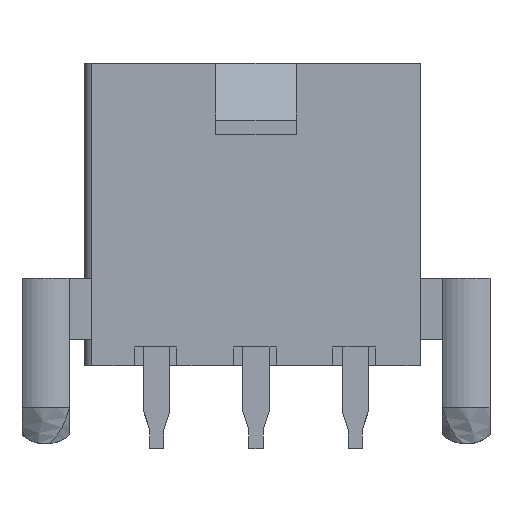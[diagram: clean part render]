
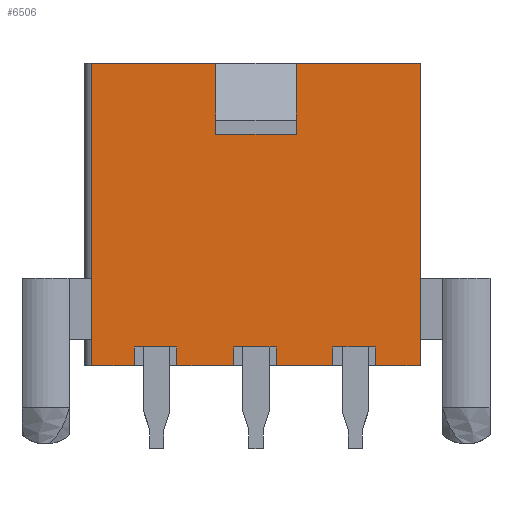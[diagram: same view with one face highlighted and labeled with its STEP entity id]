
A CAD part, front view. The second image highlights one B-rep face of the part: STEP entity #6506.
In plain terms, the highlighted planar face has unit normal (0, -1, 0).
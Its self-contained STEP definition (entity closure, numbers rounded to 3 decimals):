
#599=ORIENTED_EDGE('',*,*,#2433,.F.);
#600=ORIENTED_EDGE('',*,*,#2514,.T.);
#601=ORIENTED_EDGE('',*,*,#2499,.T.);
#602=ORIENTED_EDGE('',*,*,#2515,.T.);
#603=ORIENTED_EDGE('',*,*,#2425,.F.);
#604=ORIENTED_EDGE('',*,*,#2324,.T.);
#605=ORIENTED_EDGE('',*,*,#2473,.T.);
#606=ORIENTED_EDGE('',*,*,#2516,.F.);
#607=ORIENTED_EDGE('',*,*,#2517,.F.);
#608=ORIENTED_EDGE('',*,*,#2518,.T.);
#609=ORIENTED_EDGE('',*,*,#2471,.T.);
#610=ORIENTED_EDGE('',*,*,#2372,.F.);
#611=ORIENTED_EDGE('',*,*,#2403,.F.);
#612=ORIENTED_EDGE('',*,*,#2519,.T.);
#613=ORIENTED_EDGE('',*,*,#2520,.T.);
#614=ORIENTED_EDGE('',*,*,#2521,.T.);
#615=ORIENTED_EDGE('',*,*,#2441,.F.);
#616=ORIENTED_EDGE('',*,*,#2522,.T.);
#617=ORIENTED_EDGE('',*,*,#2523,.T.);
#618=ORIENTED_EDGE('',*,*,#2524,.T.);
#2324=EDGE_CURVE('',#3291,#3292,#3917,.T.);
#2372=EDGE_CURVE('',#3335,#3336,#3952,.T.);
#2403=EDGE_CURVE('',#3365,#3335,#3983,.T.);
#2425=EDGE_CURVE('',#3291,#3382,#4004,.T.);
#2433=EDGE_CURVE('',#3389,#3390,#4012,.T.);
#2441=EDGE_CURVE('',#3397,#3398,#4020,.T.);
#2471=EDGE_CURVE('',#3419,#3336,#4050,.T.);
#2473=EDGE_CURVE('',#3292,#3420,#4052,.T.);
#2499=EDGE_CURVE('',#3443,#3442,#4077,.T.);
#2514=EDGE_CURVE('',#3389,#3443,#4092,.T.);
#2515=EDGE_CURVE('',#3442,#3382,#4093,.T.);
#2516=EDGE_CURVE('',#3457,#3420,#4094,.T.);
#2517=EDGE_CURVE('',#3458,#3457,#4095,.T.);
#2518=EDGE_CURVE('',#3458,#3419,#4096,.T.);
#2519=EDGE_CURVE('',#3365,#3459,#4097,.T.);
#2520=EDGE_CURVE('',#3459,#3460,#4098,.T.);
#2521=EDGE_CURVE('',#3460,#3398,#4099,.T.);
#2522=EDGE_CURVE('',#3397,#3461,#4100,.T.);
#2523=EDGE_CURVE('',#3461,#3462,#4101,.T.);
#2524=EDGE_CURVE('',#3462,#3390,#4102,.T.);
#3291=VERTEX_POINT('',#9276);
#3292=VERTEX_POINT('',#9277);
#3335=VERTEX_POINT('',#9373);
#3336=VERTEX_POINT('',#9375);
#3365=VERTEX_POINT('',#9439);
#3382=VERTEX_POINT('',#9478);
#3389=VERTEX_POINT('',#9492);
#3390=VERTEX_POINT('',#9494);
#3397=VERTEX_POINT('',#9508);
#3398=VERTEX_POINT('',#9510);
#3419=VERTEX_POINT('',#9564);
#3420=VERTEX_POINT('',#9566);
#3442=VERTEX_POINT('',#9617);
#3443=VERTEX_POINT('',#9619);
#3457=VERTEX_POINT('',#9652);
#3458=VERTEX_POINT('',#9654);
#3459=VERTEX_POINT('',#9657);
#3460=VERTEX_POINT('',#9659);
#3461=VERTEX_POINT('',#9662);
#3462=VERTEX_POINT('',#9664);
#3917=LINE('',#9275,#4769);
#3952=LINE('',#9374,#4804);
#3983=LINE('',#9438,#4835);
#4004=LINE('',#9477,#4856);
#4012=LINE('',#9493,#4864);
#4020=LINE('',#9509,#4872);
#4050=LINE('',#9563,#4902);
#4052=LINE('',#9567,#4904);
#4077=LINE('',#9618,#4929);
#4092=LINE('',#9649,#4944);
#4093=LINE('',#9650,#4945);
#4094=LINE('',#9651,#4946);
#4095=LINE('',#9653,#4947);
#4096=LINE('',#9655,#4948);
#4097=LINE('',#9656,#4949);
#4098=LINE('',#9658,#4950);
#4099=LINE('',#9660,#4951);
#4100=LINE('',#9661,#4952);
#4101=LINE('',#9663,#4953);
#4102=LINE('',#9665,#4954);
#4769=VECTOR('',#7455,1000.);
#4804=VECTOR('',#7528,1000.);
#4835=VECTOR('',#7567,1000.);
#4856=VECTOR('',#7590,1000.);
#4864=VECTOR('',#7598,1000.);
#4872=VECTOR('',#7606,1000.);
#4902=VECTOR('',#7642,1000.);
#4904=VECTOR('',#7644,1000.);
#4929=VECTOR('',#7677,1000.);
#4944=VECTOR('',#7696,1000.);
#4945=VECTOR('',#7697,1000.);
#4946=VECTOR('',#7698,1000.);
#4947=VECTOR('',#7699,1000.);
#4948=VECTOR('',#7700,1000.);
#4949=VECTOR('',#7701,1000.);
#4950=VECTOR('',#7702,1000.);
#4951=VECTOR('',#7703,1000.);
#4952=VECTOR('',#7704,1000.);
#4953=VECTOR('',#7705,1000.);
#4954=VECTOR('',#7706,1000.);
#5541=EDGE_LOOP('',(#599,#600,#601,#602,#603,#604,#605,#606,#607,#608,#609,
#610,#611,#612,#613,#614,#615,#616,#617,#618));
#5889=FACE_BOUND('',#5541,.T.);
#6228=PLANE('',#6894);
#6506=ADVANCED_FACE('',(#5889),#6228,.T.);
#6894=AXIS2_PLACEMENT_3D('',#9648,#7694,#7695);
#7455=DIRECTION('',(0.,0.,1.));
#7528=DIRECTION('',(0.,0.,1.));
#7567=DIRECTION('',(-1.,0.,0.));
#7590=DIRECTION('',(-1.,0.,0.));
#7598=DIRECTION('',(-1.,0.,0.));
#7606=DIRECTION('',(-1.,0.,0.));
#7642=DIRECTION('',(-1.,0.,0.));
#7644=DIRECTION('',(-1.,0.,0.));
#7677=DIRECTION('',(1.,0.,0.));
#7694=DIRECTION('',(0.,-1.,0.));
#7695=DIRECTION('',(0.,0.,-1.));
#7696=DIRECTION('',(0.,0.,1.));
#7697=DIRECTION('',(0.,0.,-1.));
#7698=DIRECTION('',(0.,0.,1.));
#7699=DIRECTION('',(1.,0.,0.));
#7700=DIRECTION('',(0.,0.,1.));
#7701=DIRECTION('',(0.,0.,1.));
#7702=DIRECTION('',(1.,0.,0.));
#7703=DIRECTION('',(0.,0.,-1.));
#7704=DIRECTION('',(0.,0.,1.));
#7705=DIRECTION('',(1.,0.,0.));
#7706=DIRECTION('',(0.,0.,-1.));
#9275=CARTESIAN_POINT('',(6.95,-4.8,-6.4));
#9276=CARTESIAN_POINT('',(6.95,-4.8,-6.4));
#9277=CARTESIAN_POINT('',(6.95,-4.8,6.4));
#9373=CARTESIAN_POINT('',(-6.95,-4.8,-6.4));
#9374=CARTESIAN_POINT('',(-6.95,-4.8,-6.4));
#9375=CARTESIAN_POINT('',(-6.95,-4.8,6.4));
#9438=CARTESIAN_POINT('',(6.95,-4.8,-6.4));
#9439=CARTESIAN_POINT('',(-5.15,-4.8,-6.4));
#9477=CARTESIAN_POINT('',(6.95,-4.8,-6.4));
#9478=CARTESIAN_POINT('',(5.05,-4.8,-6.4));
#9492=CARTESIAN_POINT('',(3.25,-4.8,-6.4));
#9493=CARTESIAN_POINT('',(6.95,-4.8,-6.4));
#9494=CARTESIAN_POINT('',(0.85,-4.8,-6.4));
#9508=CARTESIAN_POINT('',(-0.95,-4.8,-6.4));
#9509=CARTESIAN_POINT('',(6.95,-4.8,-6.4));
#9510=CARTESIAN_POINT('',(-3.35,-4.8,-6.4));
#9563=CARTESIAN_POINT('',(6.95,-4.8,6.4));
#9564=CARTESIAN_POINT('',(-1.7,-4.8,6.4));
#9566=CARTESIAN_POINT('',(1.7,-4.8,6.4));
#9567=CARTESIAN_POINT('',(6.95,-4.8,6.4));
#9617=CARTESIAN_POINT('',(5.05,-4.8,-5.6));
#9618=CARTESIAN_POINT('',(6.95,-4.8,-5.6));
#9619=CARTESIAN_POINT('',(3.25,-4.8,-5.6));
#9648=CARTESIAN_POINT('',(6.95,-4.8,-6.4));
#9649=CARTESIAN_POINT('',(3.25,-4.8,-6.4));
#9650=CARTESIAN_POINT('',(5.05,-4.8,-6.4));
#9651=CARTESIAN_POINT('',(1.7,-4.8,3.4));
#9652=CARTESIAN_POINT('',(1.7,-4.8,3.4));
#9653=CARTESIAN_POINT('',(-1.7,-4.8,3.4));
#9654=CARTESIAN_POINT('',(-1.7,-4.8,3.4));
#9655=CARTESIAN_POINT('',(-1.7,-4.8,3.4));
#9656=CARTESIAN_POINT('',(-5.15,-4.8,-6.4));
#9657=CARTESIAN_POINT('',(-5.15,-4.8,-5.6));
#9658=CARTESIAN_POINT('',(6.95,-4.8,-5.6));
#9659=CARTESIAN_POINT('',(-3.35,-4.8,-5.6));
#9660=CARTESIAN_POINT('',(-3.35,-4.8,-6.4));
#9661=CARTESIAN_POINT('',(-0.95,-4.8,-6.4));
#9662=CARTESIAN_POINT('',(-0.95,-4.8,-5.6));
#9663=CARTESIAN_POINT('',(6.95,-4.8,-5.6));
#9664=CARTESIAN_POINT('',(0.85,-4.8,-5.6));
#9665=CARTESIAN_POINT('',(0.85,-4.8,-6.4));
